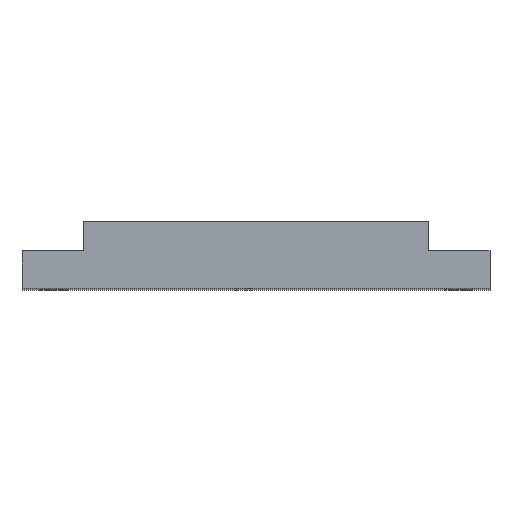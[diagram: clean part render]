
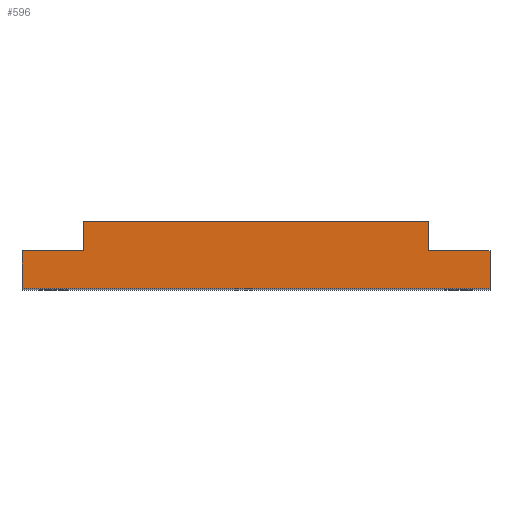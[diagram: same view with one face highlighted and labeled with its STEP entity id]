
A CAD part, top view. The second image highlights one B-rep face of the part: STEP entity #596.
In plain terms, the highlighted planar face has unit normal (0, 0, 1).
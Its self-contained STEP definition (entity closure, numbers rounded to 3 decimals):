
#16 = CARTESIAN_POINT ( 'NONE',  ( 9.8, 6., 200. ) ) ;
#38 = DIRECTION ( 'NONE',  ( 0., 1., 0. ) ) ;
#100 = LINE ( 'NONE', #1592, #613 ) ;
#116 = EDGE_CURVE ( 'NONE', #1458, #354, #867, .T. ) ;
#122 = ORIENTED_EDGE ( 'NONE', *, *, #1290, .F. ) ;
#213 = DIRECTION ( 'NONE',  ( 0., 1., 0. ) ) ;
#223 = DIRECTION ( 'NONE',  ( 1., 0., 0. ) ) ;
#225 = DIRECTION ( 'NONE',  ( 0., 1., 0. ) ) ;
#354 = VERTEX_POINT ( 'NONE', #1521 ) ;
#356 = ORIENTED_EDGE ( 'NONE', *, *, #1489, .F. ) ;
#359 = CARTESIAN_POINT ( 'NONE',  ( 75., 0., 200. ) ) ;
#362 = ORIENTED_EDGE ( 'NONE', *, *, #1520, .F. ) ;
#389 = DIRECTION ( 'NONE',  ( 0., 0., -1. ) ) ;
#414 = VECTOR ( 'NONE', #1101, 1000. ) ;
#473 = EDGE_CURVE ( 'NONE', #1277, #1183, #100, .T. ) ;
#474 = CARTESIAN_POINT ( 'NONE',  ( 65.2, 6., 200. ) ) ;
#477 = LINE ( 'NONE', #1094, #1117 ) ;
#484 = ORIENTED_EDGE ( 'NONE', *, *, #473, .T. ) ;
#496 = LINE ( 'NONE', #474, #772 ) ;
#575 = LINE ( 'NONE', #1550, #1433 ) ;
#586 = VERTEX_POINT ( 'NONE', #1052 ) ;
#596 = ADVANCED_FACE ( 'NONE', ( #1012 ), #1116, .F. ) ;
#613 = VECTOR ( 'NONE', #213, 1000. ) ;
#620 = VECTOR ( 'NONE', #38, 1000. ) ;
#631 = CARTESIAN_POINT ( 'NONE',  ( 0., 0., 200. ) ) ;
#644 = LINE ( 'NONE', #16, #620 ) ;
#686 = EDGE_LOOP ( 'NONE', ( #1159, #1497, #698, #356, #122, #1291, #484, #362 ) ) ;
#698 = ORIENTED_EDGE ( 'NONE', *, *, #989, .F. ) ;
#760 = CARTESIAN_POINT ( 'NONE',  ( 65.2, 6., 200. ) ) ;
#772 = VECTOR ( 'NONE', #1557, 1000. ) ;
#774 = AXIS2_PLACEMENT_3D ( 'NONE', #631, #389, #1479 ) ;
#867 = LINE ( 'NONE', #760, #868 ) ;
#868 = VECTOR ( 'NONE', #1598, 1000. ) ;
#989 = EDGE_CURVE ( 'NONE', #1053, #1296, #644, .T. ) ;
#1012 = FACE_OUTER_BOUND ( 'NONE', #686, .T. ) ;
#1034 = VECTOR ( 'NONE', #1178, 1000. ) ;
#1052 = CARTESIAN_POINT ( 'NONE',  ( 0., 0., 200. ) ) ;
#1053 = VERTEX_POINT ( 'NONE', #1282 ) ;
#1076 = CARTESIAN_POINT ( 'NONE',  ( 0., 0., 200. ) ) ;
#1094 = CARTESIAN_POINT ( 'NONE',  ( 0., 0., 200. ) ) ;
#1101 = DIRECTION ( 'NONE',  ( 1., 0., 0. ) ) ;
#1116 = PLANE ( 'NONE',  #774 ) ;
#1117 = VECTOR ( 'NONE', #225, 1000. ) ;
#1159 = ORIENTED_EDGE ( 'NONE', *, *, #116, .T. ) ;
#1178 = DIRECTION ( 'NONE',  ( 1., 0., 0. ) ) ;
#1183 = VERTEX_POINT ( 'NONE', #1412 ) ;
#1187 = CARTESIAN_POINT ( 'NONE',  ( 0., 6., 200. ) ) ;
#1217 = EDGE_CURVE ( 'NONE', #1296, #354, #1545, .T. ) ;
#1277 = VERTEX_POINT ( 'NONE', #359 ) ;
#1282 = CARTESIAN_POINT ( 'NONE',  ( 9.8, 6., 200. ) ) ;
#1290 = EDGE_CURVE ( 'NONE', #586, #1471, #477, .T. ) ;
#1291 = ORIENTED_EDGE ( 'NONE', *, *, #1502, .T. ) ;
#1296 = VERTEX_POINT ( 'NONE', #1577 ) ;
#1412 = CARTESIAN_POINT ( 'NONE',  ( 75., 6., 200. ) ) ;
#1433 = VECTOR ( 'NONE', #223, 1000. ) ;
#1445 = LINE ( 'NONE', #1076, #414 ) ;
#1458 = VERTEX_POINT ( 'NONE', #1543 ) ;
#1471 = VERTEX_POINT ( 'NONE', #1187 ) ;
#1479 = DIRECTION ( 'NONE',  ( -1., 0., 0. ) ) ;
#1489 = EDGE_CURVE ( 'NONE', #1471, #1053, #575, .T. ) ;
#1497 = ORIENTED_EDGE ( 'NONE', *, *, #1217, .F. ) ;
#1502 = EDGE_CURVE ( 'NONE', #586, #1277, #1445, .T. ) ;
#1520 = EDGE_CURVE ( 'NONE', #1458, #1183, #496, .T. ) ;
#1521 = CARTESIAN_POINT ( 'NONE',  ( 65.2, 10.7, 200. ) ) ;
#1543 = CARTESIAN_POINT ( 'NONE',  ( 65.2, 6., 200. ) ) ;
#1545 = LINE ( 'NONE', #1559, #1034 ) ;
#1550 = CARTESIAN_POINT ( 'NONE',  ( 0., 6., 200. ) ) ;
#1557 = DIRECTION ( 'NONE',  ( 1., 0., 0. ) ) ;
#1559 = CARTESIAN_POINT ( 'NONE',  ( 9.8, 10.7, 200. ) ) ;
#1577 = CARTESIAN_POINT ( 'NONE',  ( 9.8, 10.7, 200. ) ) ;
#1592 = CARTESIAN_POINT ( 'NONE',  ( 75., 0., 200. ) ) ;
#1598 = DIRECTION ( 'NONE',  ( 0., 1., 0. ) ) ;
